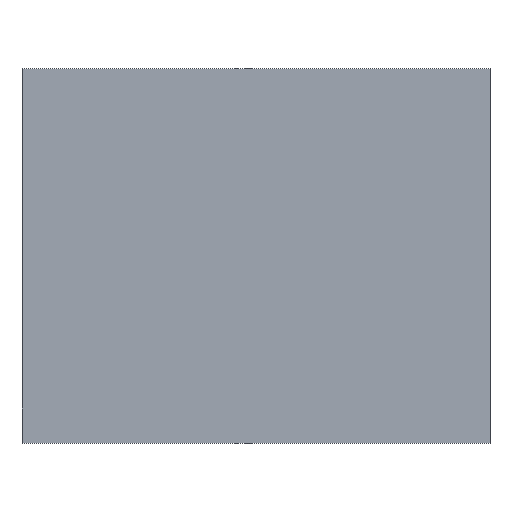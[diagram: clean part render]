
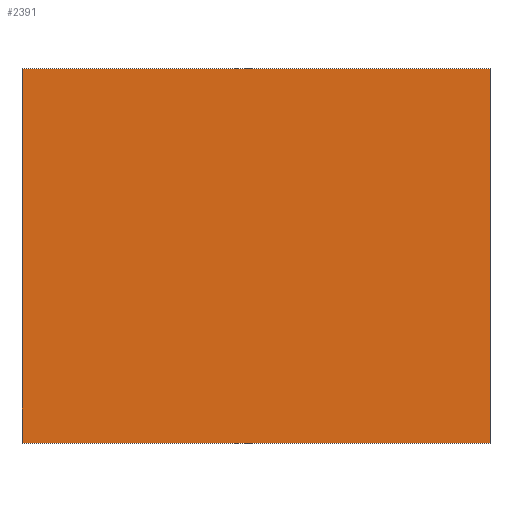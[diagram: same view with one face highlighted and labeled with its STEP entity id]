
A CAD part, top view. The second image highlights one B-rep face of the part: STEP entity #2391.
In plain terms, the highlighted planar face has unit normal (0, 0, 1).
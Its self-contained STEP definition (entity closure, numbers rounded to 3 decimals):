
#2273=CARTESIAN_POINT('Line Origine',(2609.033,0.,2000.)) ;
#2277=CARTESIAN_POINT('Vertex',(2609.033,-2000.,2000.)) ;
#2279=CARTESIAN_POINT('Vertex',(2609.033,2000.,2000.)) ;
#2348=CARTESIAN_POINT('Vertex',(-2390.967,-2000.,2000.)) ;
#2351=CARTESIAN_POINT('Line Origine',(-2390.967,0.,2000.)) ;
#2355=CARTESIAN_POINT('Vertex',(-2390.967,2000.,2000.)) ;
#2370=CARTESIAN_POINT('Axis2P3D Location',(2609.033,0.,2000.)) ;
#2375=CARTESIAN_POINT('Line Origine',(109.033,-2000.,2000.)) ;
#2380=CARTESIAN_POINT('Line Origine',(109.033,2000.,2000.)) ;
#2274=DIRECTION('Vector Direction',(0.,1.,0.)) ;
#2352=DIRECTION('Vector Direction',(0.,1.,0.)) ;
#2371=DIRECTION('Axis2P3D Direction',(0.,0.,-1.)) ;
#2372=DIRECTION('Axis2P3D XDirection',(-1.,0.,0.)) ;
#2376=DIRECTION('Vector Direction',(-1.,0.,0.)) ;
#2381=DIRECTION('Vector Direction',(-1.,0.,0.)) ;
#2373=AXIS2_PLACEMENT_3D('Plane Axis2P3D',#2370,#2371,#2372) ;
#2386=ORIENTED_EDGE('',*,*,#2357,.F.) ;
#2387=ORIENTED_EDGE('',*,*,#2379,.T.) ;
#2388=ORIENTED_EDGE('',*,*,#2281,.T.) ;
#2389=ORIENTED_EDGE('',*,*,#2384,.F.) ;
#2275=VECTOR('Line Direction',#2274,1.) ;
#2353=VECTOR('Line Direction',#2352,1.) ;
#2377=VECTOR('Line Direction',#2376,1.) ;
#2382=VECTOR('Line Direction',#2381,1.) ;
#2391=ADVANCED_FACE('',(#2390),#2374,.F.) ;
#2281=EDGE_CURVE('',#2278,#2280,#2276,.T.) ;
#2357=EDGE_CURVE('',#2349,#2356,#2354,.T.) ;
#2379=EDGE_CURVE('',#2349,#2278,#2378,.F.) ;
#2384=EDGE_CURVE('',#2356,#2280,#2383,.F.) ;
#2385=EDGE_LOOP('',(#2386,#2387,#2388,#2389)) ;
#2390=FACE_OUTER_BOUND('',#2385,.T.) ;
#2276=LINE('Line',#2273,#2275) ;
#2354=LINE('Line',#2351,#2353) ;
#2378=LINE('Line',#2375,#2377) ;
#2383=LINE('Line',#2380,#2382) ;
#2374=PLANE('Plane',#2373) ;
#2278=VERTEX_POINT('',#2277) ;
#2280=VERTEX_POINT('',#2279) ;
#2349=VERTEX_POINT('',#2348) ;
#2356=VERTEX_POINT('',#2355) ;
